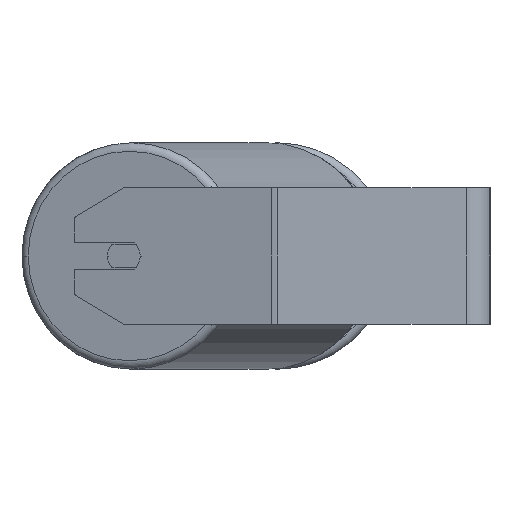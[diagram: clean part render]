
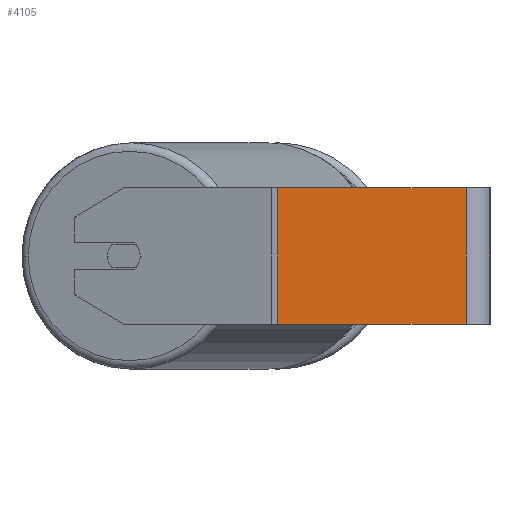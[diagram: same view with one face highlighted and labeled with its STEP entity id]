
A CAD part, left-side view. The second image highlights one B-rep face of the part: STEP entity #4105.
In plain terms, the highlighted planar face has unit normal (-1, 0, 0).
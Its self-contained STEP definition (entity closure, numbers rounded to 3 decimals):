
#7 = DIRECTION ( 'NONE',  ( 1., 0., 0. ) ) ;
#469 = ORIENTED_EDGE ( 'NONE', *, *, #6464, .F. ) ;
#539 = CARTESIAN_POINT ( 'NONE',  ( -535., 14., -40. ) ) ;
#889 = EDGE_CURVE ( 'NONE', #4072, #5557, #2795, .T. ) ;
#892 = CARTESIAN_POINT ( 'NONE',  ( -535., 126.573, -40. ) ) ;
#948 = VECTOR ( 'NONE', #2215, 1000. ) ;
#1081 = CARTESIAN_POINT ( 'NONE',  ( -535., 126.573, 40. ) ) ;
#1653 = DIRECTION ( 'NONE',  ( 0., -1., 0. ) ) ;
#1662 = ORIENTED_EDGE ( 'NONE', *, *, #6688, .F. ) ;
#1700 = DIRECTION ( 'NONE',  ( 0., -1., 0. ) ) ;
#1899 = CARTESIAN_POINT ( 'NONE',  ( -535., 14., 40. ) ) ;
#2215 = DIRECTION ( 'NONE',  ( 0., 0., -1. ) ) ;
#2795 = LINE ( 'NONE', #892, #5544 ) ;
#2867 = LINE ( 'NONE', #8369, #948 ) ;
#3350 = PLANE ( 'NONE',  #4182 ) ;
#3395 = FACE_OUTER_BOUND ( 'NONE', #3662, .T. ) ;
#3662 = EDGE_LOOP ( 'NONE', ( #6511, #469, #1662, #7818 ) ) ;
#3721 = EDGE_CURVE ( 'NONE', #4192, #4072, #2867, .T. ) ;
#4072 = VERTEX_POINT ( 'NONE', #4719 ) ;
#4105 = ADVANCED_FACE ( 'NONE', ( #3395 ), #3350, .F. ) ;
#4182 = AXIS2_PLACEMENT_3D ( 'NONE', #6090, #7, #5375 ) ;
#4192 = VERTEX_POINT ( 'NONE', #4801 ) ;
#4403 = VECTOR ( 'NONE', #1700, 1000. ) ;
#4719 = CARTESIAN_POINT ( 'NONE',  ( -535., 124.73, -40. ) ) ;
#4745 = CARTESIAN_POINT ( 'NONE',  ( -535., 14., 40. ) ) ;
#4801 = CARTESIAN_POINT ( 'NONE',  ( -535., 124.73, 40. ) ) ;
#4912 = LINE ( 'NONE', #4745, #7831 ) ;
#5044 = LINE ( 'NONE', #1081, #4403 ) ;
#5375 = DIRECTION ( 'NONE',  ( 0., 0., -1. ) ) ;
#5494 = VERTEX_POINT ( 'NONE', #1899 ) ;
#5544 = VECTOR ( 'NONE', #1653, 1000. ) ;
#5557 = VERTEX_POINT ( 'NONE', #539 ) ;
#6090 = CARTESIAN_POINT ( 'NONE',  ( -535., 126.573, 40. ) ) ;
#6464 = EDGE_CURVE ( 'NONE', #5494, #5557, #4912, .T. ) ;
#6511 = ORIENTED_EDGE ( 'NONE', *, *, #889, .T. ) ;
#6688 = EDGE_CURVE ( 'NONE', #4192, #5494, #5044, .T. ) ;
#7818 = ORIENTED_EDGE ( 'NONE', *, *, #3721, .T. ) ;
#7831 = VECTOR ( 'NONE', #8342, 1000. ) ;
#8342 = DIRECTION ( 'NONE',  ( 0., 0., -1. ) ) ;
#8369 = CARTESIAN_POINT ( 'NONE',  ( -535., 124.73, 40. ) ) ;
